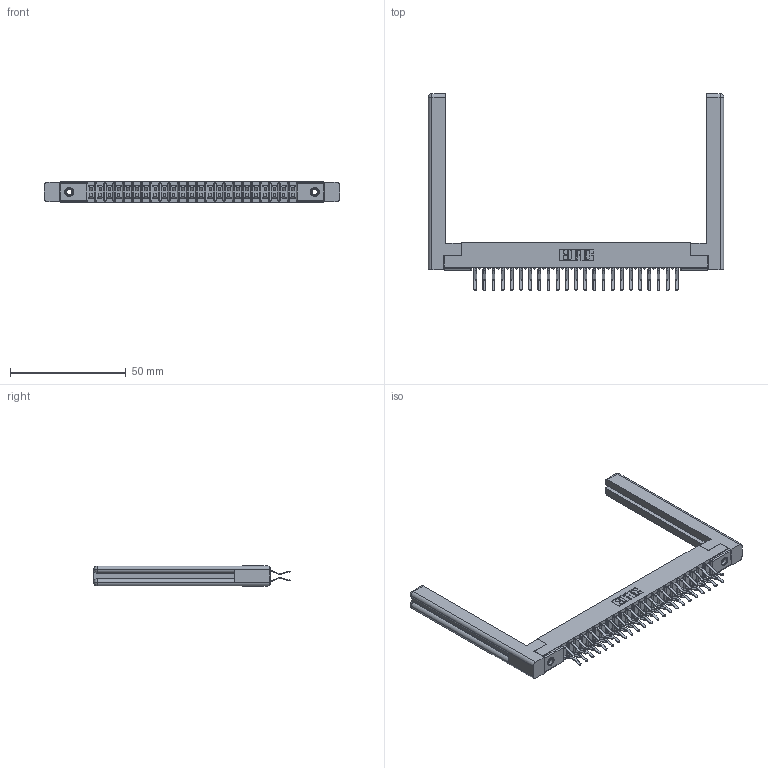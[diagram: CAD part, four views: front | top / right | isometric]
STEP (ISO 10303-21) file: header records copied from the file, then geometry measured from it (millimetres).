
FILE_DESCRIPTION (( 'STEP AP203' ), '1' );
FILE_NAME ('307-046-460-258.STEP', '2020-09-30T03:12:56', ( '' ), ( '' ), 'SwSTEP 2.0', 'SolidWorks 2020', '' );
FILE_SCHEMA (( 'CONFIG_CONTROL_DESIGN' ));
Length unit declared in the file: inch
Products named in the file (5): 307-290-001_560; 307-046-460-258; 307-220-058; 307 Part_.156 Dia Mounting Holes; 345-250-001_345-250-001-102
Assembly tree (51 placements, depth 2):
  307-046-460-258
    307 Part_.156 Dia Mounting Holes
    307-290-001_560  x46
    307-220-058  x2
    345-250-001_345-250-001-102  x2
Bounding box: 127.76 x 85.04 x 8.71 mm (x, y, z)
Volume: 16100.8 mm3; surface area: 20351.4 mm2
Topology: 51 solids, 51 shells, 2584 faces, 7209 edges, 4666 vertices
Faces by surface type: plane 1672, cylinder 840, sphere 48, torus 12, cone 12
Entity records: 25533 total; most frequent: CARTESIAN_POINT 4202, ORIENTED_EDGE 4104, DIRECTION 4082, EDGE_CURVE 2052, VECTOR 1562, LINE 1562, VERTEX_POINT 1326, AXIS2_PLACEMENT_3D 1260
